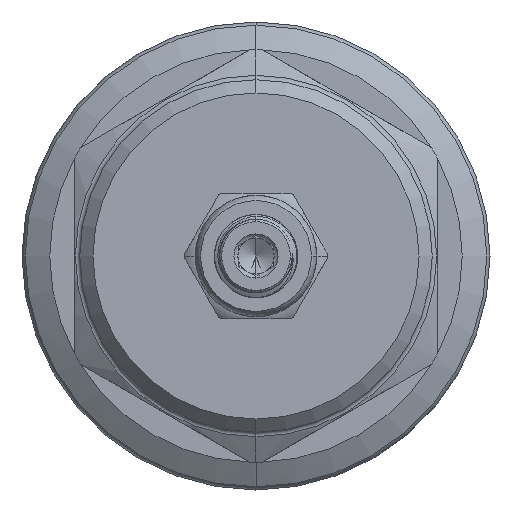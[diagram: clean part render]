
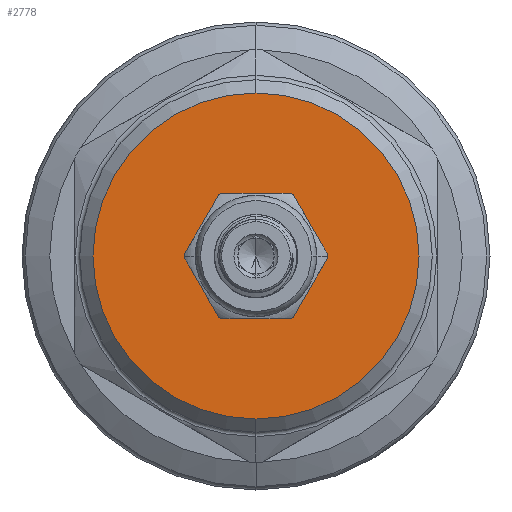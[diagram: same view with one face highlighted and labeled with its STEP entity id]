
A CAD part, left-side view. The second image highlights one B-rep face of the part: STEP entity #2778.
In plain terms, the highlighted planar face has unit normal (-1, 0, 0).
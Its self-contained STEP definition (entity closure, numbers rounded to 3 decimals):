
#444 = AXIS2_PLACEMENT_3D ( 'NONE', #11358, #1461, #17240 ) ;
#1461 = DIRECTION ( 'NONE',  ( -1., 0., 0. ) ) ;
#2154 = FACE_BOUND ( 'NONE', #17547, .T. ) ;
#2778 = ADVANCED_FACE ( 'NONE', ( #2154, #4953 ), #14945, .T. ) ;
#3415 = CARTESIAN_POINT ( 'NONE',  ( -20., -6.875, 0. ) ) ;
#3708 = CARTESIAN_POINT ( 'NONE',  ( -20., 6.875, 0. ) ) ;
#4267 = AXIS2_PLACEMENT_3D ( 'NONE', #21982, #13931, #23626 ) ;
#4508 = VERTEX_POINT ( 'NONE', #3708 ) ;
#4512 = CIRCLE ( 'NONE', #6019, 6.875 ) ;
#4953 = FACE_OUTER_BOUND ( 'NONE', #16403, .T. ) ;
#4997 = ORIENTED_EDGE ( 'NONE', *, *, #12126, .T. ) ;
#5111 = DIRECTION ( 'NONE',  ( 1., 0., 0. ) ) ;
#6019 = AXIS2_PLACEMENT_3D ( 'NONE', #24708, #5111, #15176 ) ;
#6763 = CIRCLE ( 'NONE', #444, 18.5 ) ;
#6979 = EDGE_CURVE ( 'NONE', #8901, #4508, #21608, .T. ) ;
#7070 = CIRCLE ( 'NONE', #4267, 18.5 ) ;
#7071 = EDGE_CURVE ( 'NONE', #4508, #8901, #4512, .T. ) ;
#7821 = ORIENTED_EDGE ( 'NONE', *, *, #7071, .T. ) ;
#8901 = VERTEX_POINT ( 'NONE', #3415 ) ;
#9751 = CARTESIAN_POINT ( 'NONE',  ( -20., 0., 18.5 ) ) ;
#9939 = ORIENTED_EDGE ( 'NONE', *, *, #12347, .T. ) ;
#10415 = CARTESIAN_POINT ( 'NONE',  ( -20., 0., -18.5 ) ) ;
#10427 = VERTEX_POINT ( 'NONE', #9751 ) ;
#11358 = CARTESIAN_POINT ( 'NONE',  ( -20., 0., 0. ) ) ;
#12126 = EDGE_CURVE ( 'NONE', #10427, #16786, #6763, .T. ) ;
#12347 = EDGE_CURVE ( 'NONE', #16786, #10427, #7070, .T. ) ;
#12599 = DIRECTION ( 'NONE',  ( 1., 0., 0. ) ) ;
#13931 = DIRECTION ( 'NONE',  ( -1., 0., 0. ) ) ;
#14577 = DIRECTION ( 'NONE',  ( 0., -1., 0. ) ) ;
#14945 = PLANE ( 'NONE',  #21277 ) ;
#15176 = DIRECTION ( 'NONE',  ( 0., -1., 0. ) ) ;
#16403 = EDGE_LOOP ( 'NONE', ( #9939, #4997 ) ) ;
#16786 = VERTEX_POINT ( 'NONE', #10415 ) ;
#17240 = DIRECTION ( 'NONE',  ( 0., 0., 1. ) ) ;
#17547 = EDGE_LOOP ( 'NONE', ( #7821, #19333 ) ) ;
#17666 = AXIS2_PLACEMENT_3D ( 'NONE', #20478, #12599, #14577 ) ;
#19333 = ORIENTED_EDGE ( 'NONE', *, *, #6979, .T. ) ;
#20478 = CARTESIAN_POINT ( 'NONE',  ( -20., 0., 0. ) ) ;
#20917 = CARTESIAN_POINT ( 'NONE',  ( -20., 0., 0. ) ) ;
#21003 = DIRECTION ( 'NONE',  ( -1., 0., 0. ) ) ;
#21277 = AXIS2_PLACEMENT_3D ( 'NONE', #20917, #21003, #24904 ) ;
#21608 = CIRCLE ( 'NONE', #17666, 6.875 ) ;
#21982 = CARTESIAN_POINT ( 'NONE',  ( -20., 0., 0. ) ) ;
#23626 = DIRECTION ( 'NONE',  ( 0., 0., 1. ) ) ;
#24708 = CARTESIAN_POINT ( 'NONE',  ( -20., 0., 0. ) ) ;
#24904 = DIRECTION ( 'NONE',  ( 0., 0., 1. ) ) ;
